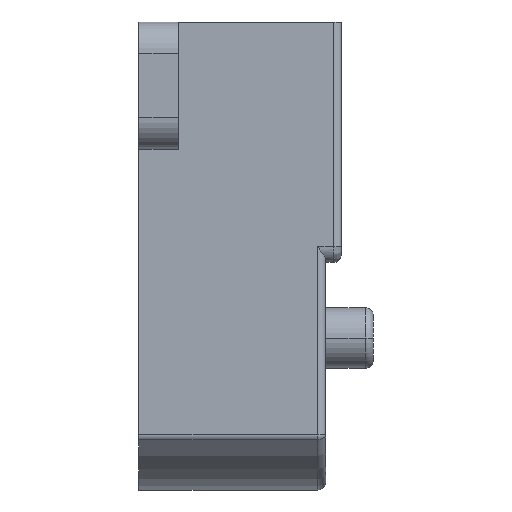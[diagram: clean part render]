
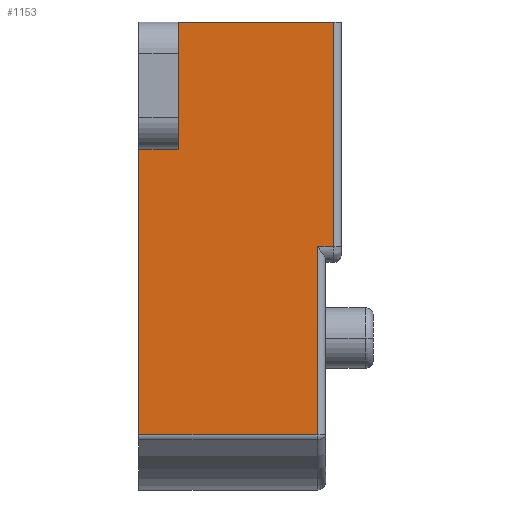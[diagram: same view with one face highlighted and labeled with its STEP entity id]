
A CAD part, left-side view. The second image highlights one B-rep face of the part: STEP entity #1153.
In plain terms, the highlighted planar face has unit normal (-1, 0, 0).
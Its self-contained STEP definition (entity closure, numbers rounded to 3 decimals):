
#201=DIRECTION('',(0.,0.,-1.));
#202=VECTOR('',#201,14.125);
#203=CARTESIAN_POINT('',(-6.5,-0.5,14.125));
#204=LINE('',#203,#202);
#205=DIRECTION('',(0.,0.,-1.));
#206=VECTOR('',#205,11.836);
#207=CARTESIAN_POINT('',(-6.5,0.5,0.));
#208=LINE('',#207,#206);
#209=DIRECTION('',(0.,-1.,0.));
#210=VECTOR('',#209,11.25);
#211=CARTESIAN_POINT('',(-6.5,11.75,-11.836));
#212=LINE('',#211,#210);
#213=DIRECTION('',(0.,0.,1.));
#214=VECTOR('',#213,17.961);
#215=CARTESIAN_POINT('',(-6.5,11.75,-11.836));
#216=LINE('',#215,#214);
#217=DIRECTION('',(0.,-1.,0.));
#218=VECTOR('',#217,2.5);
#219=CARTESIAN_POINT('',(-6.5,11.75,6.125));
#220=LINE('',#219,#218);
#221=DIRECTION('',(0.,0.,-1.));
#222=VECTOR('',#221,8.);
#223=CARTESIAN_POINT('',(-6.5,9.25,14.125));
#224=LINE('',#223,#222);
#225=DIRECTION('',(0.,-1.,0.));
#226=VECTOR('',#225,9.75);
#227=CARTESIAN_POINT('',(-6.5,9.25,14.125));
#228=LINE('',#227,#226);
#418=DIRECTION('',(0.,-1.,0.));
#419=VECTOR('',#418,1.);
#420=CARTESIAN_POINT('',(-6.5,0.5,0.));
#421=LINE('',#420,#419);
#829=CARTESIAN_POINT('',(-6.5,9.25,14.125));
#830=CARTESIAN_POINT('',(-6.5,9.25,6.125));
#831=VERTEX_POINT('',#829);
#832=VERTEX_POINT('',#830);
#833=CARTESIAN_POINT('',(-6.5,11.75,6.125));
#834=VERTEX_POINT('',#833);
#907=CARTESIAN_POINT('',(-6.5,-0.5,0.));
#908=VERTEX_POINT('',#907);
#909=CARTESIAN_POINT('',(-6.5,-0.5,14.125));
#911=VERTEX_POINT('',#909);
#925=CARTESIAN_POINT('',(-6.5,0.5,0.));
#926=CARTESIAN_POINT('',(-6.5,0.5,-11.836));
#927=VERTEX_POINT('',#925);
#928=VERTEX_POINT('',#926);
#930=CARTESIAN_POINT('',(-6.5,11.75,-11.836));
#932=VERTEX_POINT('',#930);
#1133=CARTESIAN_POINT('',(-6.5,0.,0.));
#1134=DIRECTION('',(-1.,0.,0.));
#1135=DIRECTION('',(0.,0.,1.));
#1136=AXIS2_PLACEMENT_3D('',#1133,#1134,#1135);
#1137=PLANE('',#1136);
#1139=ORIENTED_EDGE('',*,*,#1138,.T.);
#1141=ORIENTED_EDGE('',*,*,#1140,.F.);
#1143=ORIENTED_EDGE('',*,*,#1142,.T.);
#1145=ORIENTED_EDGE('',*,*,#1144,.F.);
#1146=ORIENTED_EDGE('',*,*,#972,.T.);
#1147=ORIENTED_EDGE('',*,*,#1124,.T.);
#1148=ORIENTED_EDGE('',*,*,#1058,.F.);
#1150=ORIENTED_EDGE('',*,*,#1149,.T.);
#1151=EDGE_LOOP('',(#1139,#1141,#1143,#1145,#1146,#1147,#1148,#1150));
#1152=FACE_OUTER_BOUND('',#1151,.F.);
#1153=ADVANCED_FACE('',(#1152),#1137,.T.);
#972=EDGE_CURVE('',#932,#834,#216,.T.);
#1058=EDGE_CURVE('',#831,#832,#224,.T.);
#1124=EDGE_CURVE('',#834,#832,#220,.T.);
#1138=EDGE_CURVE('',#911,#908,#204,.T.);
#1140=EDGE_CURVE('',#927,#908,#421,.T.);
#1142=EDGE_CURVE('',#927,#928,#208,.T.);
#1144=EDGE_CURVE('',#932,#928,#212,.T.);
#1149=EDGE_CURVE('',#831,#911,#228,.T.);
